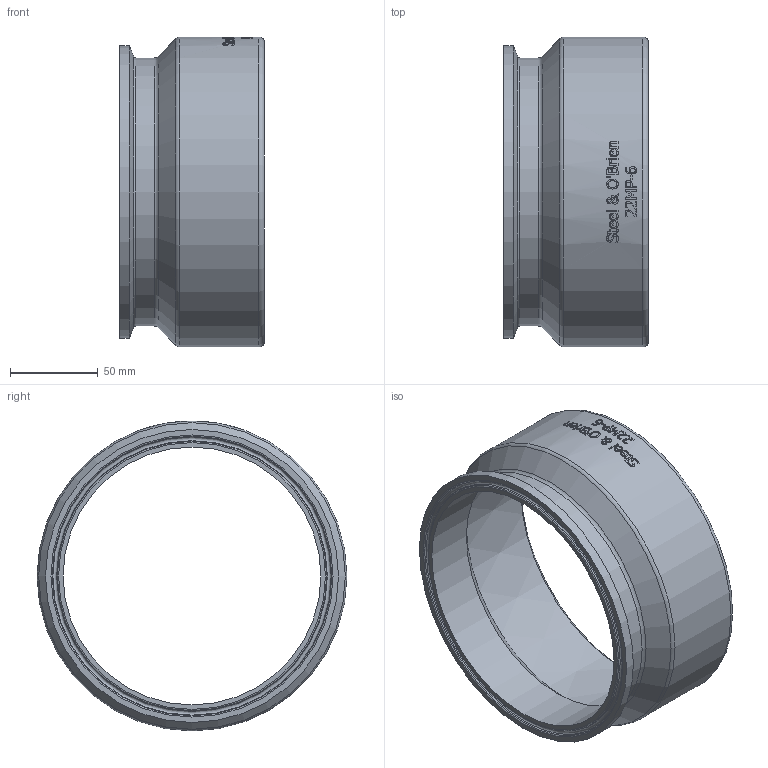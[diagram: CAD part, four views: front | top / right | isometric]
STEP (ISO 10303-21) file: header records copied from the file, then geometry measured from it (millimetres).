
FILE_DESCRIPTION(/* description */ (''),/* implementation_level */ '2;1');
FILE_NAME(/* name */ '22MP-6.ipt.stp',/* time_stamp */ '2019-08-23T16:30:09-04:00',/* author */ ('Engineering'),/* organization */ (''),/* preprocessor_version */ 'ST-DEVELOPER v15.2',/* originating_system */ 'Autodesk Inventor 2014',/* authorisation */ '');
FILE_SCHEMA (('AUTOMOTIVE_DESIGN { 1 0 10303 214 3 1 1 }'));
Length unit declared in the file: inch
Products named in the file (1): 22MP-6
Bounding box: 82.55 x 176.53 x 176.53 mm (x, y, z)
Volume: 296470.1 mm3; surface area: 98643.6 mm2
Topology: 1 solids, 1 shells, 338 faces, 900 edges, 595 vertices
Faces by surface type: bspline 168, plane 122, cylinder 34, cone 7, torus 7
Full cylindrical faces by diameter (mm): 146.863 x1, 152.654 x1, 166.878 x1, 176.53 x1
Entity records: 13344 total; most frequent: CARTESIAN_POINT 5948, ORIENTED_EDGE 1764, DIRECTION 1045, EDGE_CURVE 882, VERTEX_POINT 595, EDGE_LOOP 389, LINE 389, VECTOR 389
